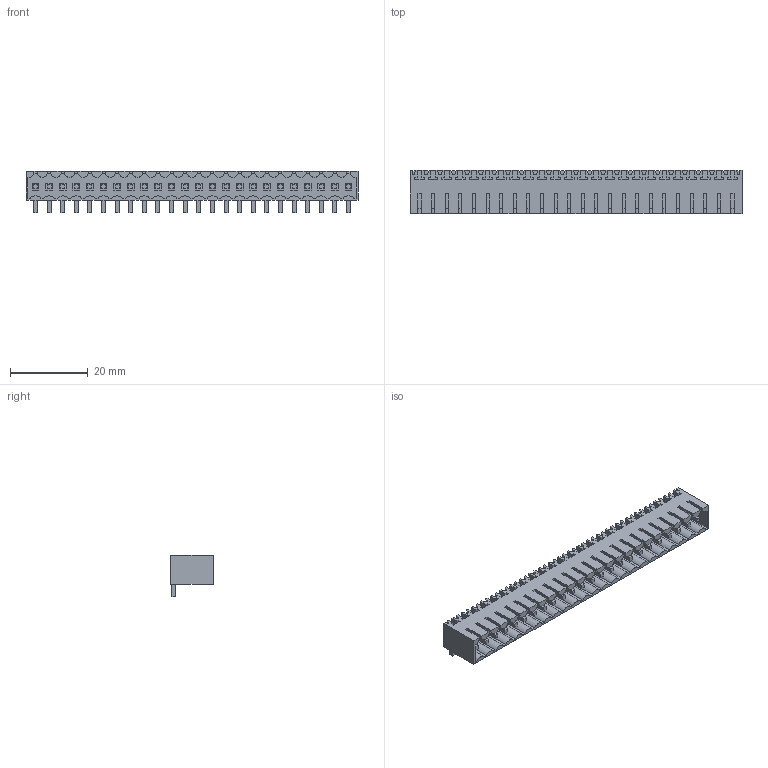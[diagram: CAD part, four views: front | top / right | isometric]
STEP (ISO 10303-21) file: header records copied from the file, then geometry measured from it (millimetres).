
FILE_DESCRIPTION(('CATIA V5 STEP Exchange','CAx-IF Rec.Pracs.--- Model Styling and Organization---1.2---2011-12-15'),'2;1');
FILE_NAME ('D1453616_0_1619450000_1619450000.stp','2018-03-06T11:47:39+00:00',('none'),('Weidmueller'),'CATIA Version 5-6 Release 2014','CATIA V5 STEP AP214','none');
FILE_SCHEMA(('AUTOMOTIVE_DESIGN { 1 0 10303 214 1 1 1 1 }'));
Length unit declared in the file: millimetre
Products named in the file (1): 1619450000
Bounding box: 85.4 x 11.05 x 10.65 mm (x, y, z)
Volume: 3064.3 mm3; surface area: 8355.4 mm2
Topology: 25 solids, 25 shells, 1358 faces, 4175 edges, 2867 vertices
Faces by surface type: plane 1261, cylinder 97
Entity records: 42533 total; most frequent: ORIENTED_EDGE 8350, CARTESIAN_POINT 7702, DIRECTION 5493, EDGE_CURVE 4175, VECTOR 3935, LINE 3935, VERTEX_POINT 2867, EDGE_LOOP 1406
